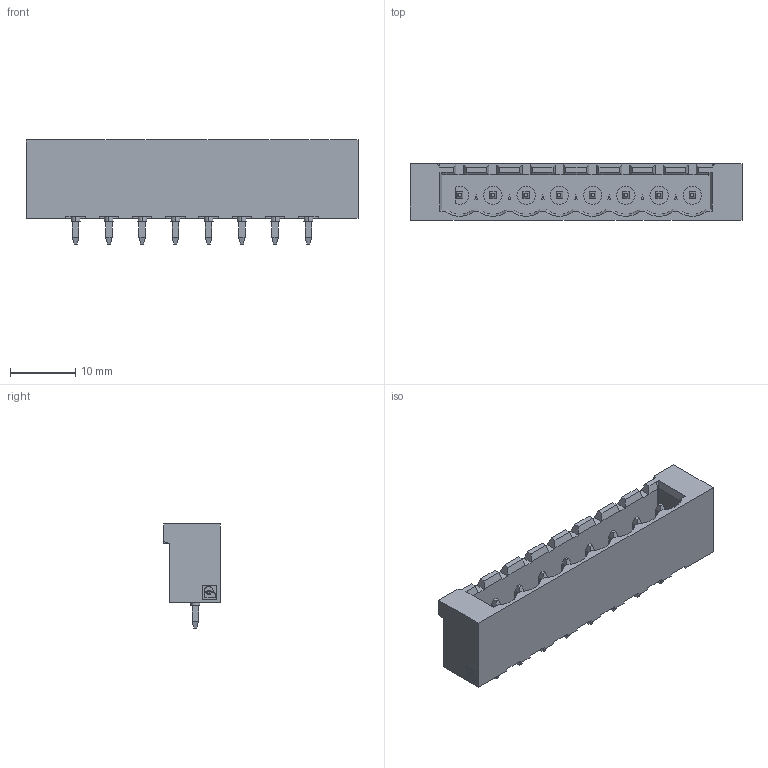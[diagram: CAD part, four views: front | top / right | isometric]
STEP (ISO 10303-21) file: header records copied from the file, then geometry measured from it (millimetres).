
FILE_DESCRIPTION((''),'2;1');
FILE_NAME('PHOENIX_1809322.stp','2016-08-26T18:46:30',(''),(''),'Mechanical Desktop 2011','Mechanical Desktop 2011',', , ');
FILE_SCHEMA(('AUTOMOTIVE_DESIGN { 1 2 10303 214 1 1 1 1 }'));
Length unit declared in the file: millimetre
Products named in the file (1): Product
Bounding box: 50.75 x 8.6 x 15.9 mm (x, y, z)
Volume: 2499.2 mm3; surface area: 3953.8 mm2
Topology: 17 solids, 17 shells, 520 faces, 1235 edges, 769 vertices
Faces by surface type: plane 439, cylinder 39, bspline 18, sphere 16, cone 8
Entity records: 15144 total; most frequent: CARTESIAN_POINT 3103, ORIENTED_EDGE 2438, DIRECTION 2434, EDGE_CURVE 1219, VECTOR 978, LINE 978, VERTEX_POINT 769, AXIS2_PLACEMENT_3D 728
